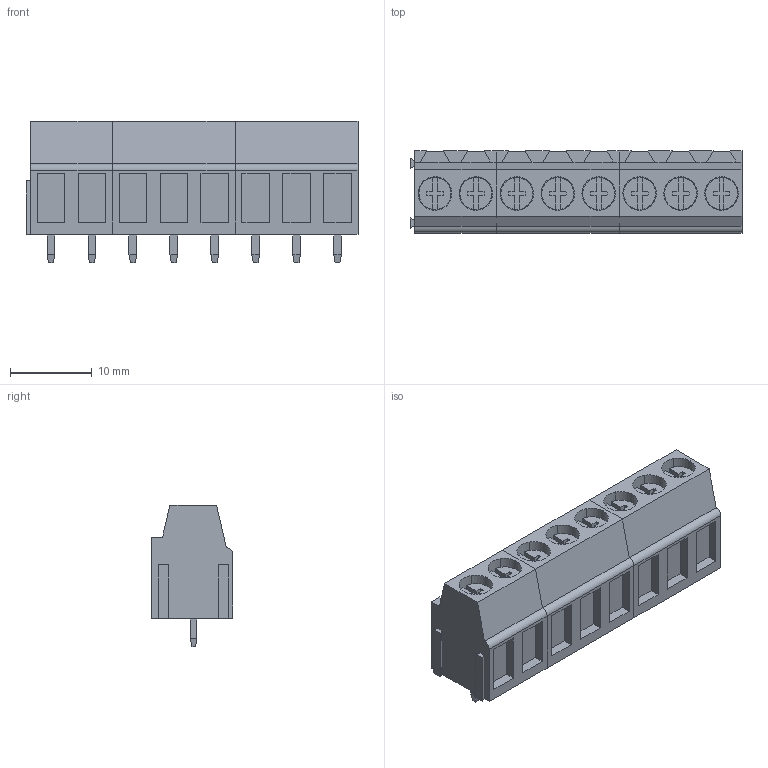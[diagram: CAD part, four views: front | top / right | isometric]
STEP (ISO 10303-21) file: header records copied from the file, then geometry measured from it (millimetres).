
FILE_DESCRIPTION(('CATIA V5 STEP Exchange','CAx-IF Rec.Pracs.--- Model Styling and Organization---1.2---2011-12-15'),'2;1');
FILE_NAME ('D1457412_0_1845340000_1845340000.stp','2018-03-31T14:54:21+00:00',('none'),('Weidmueller'),'CATIA Version 5-6 Release 2014','CATIA V5 STEP AP214','none');
FILE_SCHEMA(('AUTOMOTIVE_DESIGN { 1 0 10303 214 1 1 1 1 }'));
Length unit declared in the file: millimetre
Products named in the file (1): 1845340000
Bounding box: 40.55 x 10 x 17.3 mm (x, y, z)
Volume: 3933.1 mm3; surface area: 4753.6 mm2
Topology: 19 solids, 19 shells, 689 faces, 1849 edges, 1222 vertices
Faces by surface type: plane 574, cylinder 115
Entity records: 21292 total; most frequent: CARTESIAN_POINT 4278, ORIENTED_EDGE 3698, DIRECTION 3095, EDGE_CURVE 1849, VECTOR 1507, LINE 1507, VERTEX_POINT 1222, AXIS2_PLACEMENT_3D 899
